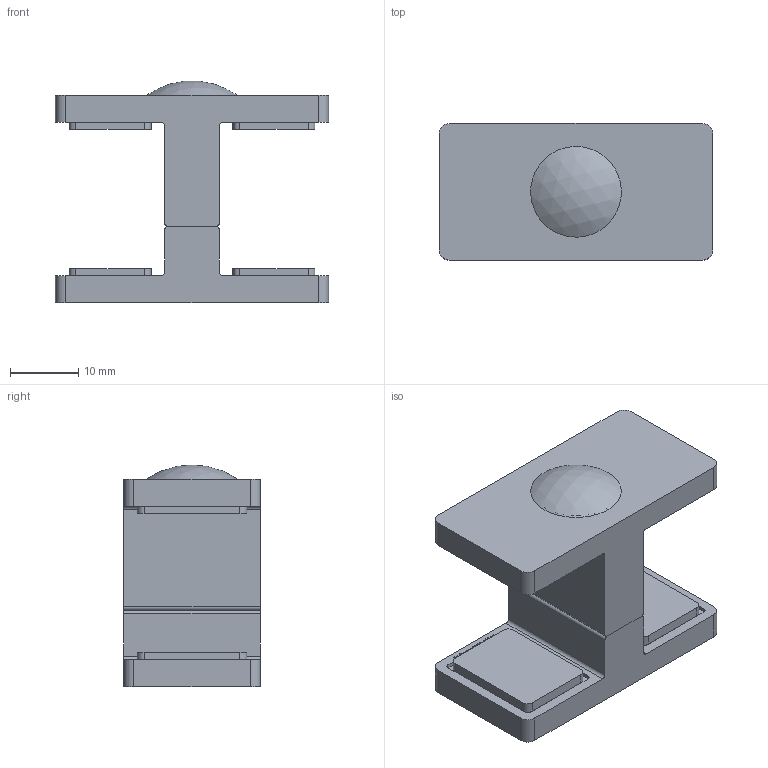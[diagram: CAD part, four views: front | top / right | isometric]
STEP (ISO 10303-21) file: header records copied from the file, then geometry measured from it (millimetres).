
FILE_DESCRIPTION (( 'STEP AP203' ), '1' );
FILE_NAME ('80570-240-20.step', '2021-11-26T10:34:44', ( '' ), ( '' ), 'SwSTEP 2.0', 'SolidWorks 2018', '' );
FILE_SCHEMA (( 'CONFIG_CONTROL_DESIGN' ));
Length unit declared in the file: millimetre
Products named in the file (15): 80570-XXX-XX Teil2; 80570-XXX-XX Teil3_80570-240-XX Teil3; 80570-XXX-XX Teil1; 80570-XXX-XX Teil4_80570-XXX-XX Teil4; 80570-XXX-XX Teil3; DIN7991 M6xXX_DIN7991 M6x25; 80570-240-20; DIN7991 M6xXX; 80570-XXX-XX Teil1_80570-240-20 Teil1 ; 80570-XXX-XX Teil4; 80570-XXX-XX Teil2_80570-240-20 Teil2
Assembly tree (10 placements, depth 2):
  80570-XXX-XX Teil2
  80570-XXX-XX Teil3
  80570-XXX-XX Teil3
  80570-240-20
    80570-XXX-XX Teil1_80570-240-20 Teil1 
    80570-XXX-XX Teil3_80570-240-XX Teil3  x4
    80570-XXX-XX Teil2_80570-240-20 Teil2
    DIN7991 M6xXX_DIN7991 M6x25
    80570-XXX-XX Teil4_80570-XXX-XX Teil4
  80570-240-20
    DIN7991 M6xXX
    80570-XXX-XX Teil1
Bounding box: 40 x 20 x 32.45 mm (x, y, z)
Volume: 10403.1 mm3; surface area: 9254.5 mm2
Topology: 8 solids, 8 shells, 829 faces, 2081 edges, 1311 vertices
Faces by surface type: plane 378, cylinder 203, bspline 171, torus 36, sphere 33, cone 8
Full cylindrical faces by diameter (mm): 1.8 x1, 2.7 x4, 4 x1, 5 x1, 6 x1, 6.5 x1, 12 x1, 12.5 x1
Entity records: 34021 total; most frequent: CARTESIAN_POINT 15973, ORIENTED_EDGE 3606, DIRECTION 3022, EDGE_CURVE 1803, VERTEX_POINT 1157, LINE 1080, VECTOR 1080, AXIS2_PLACEMENT_3D 971
